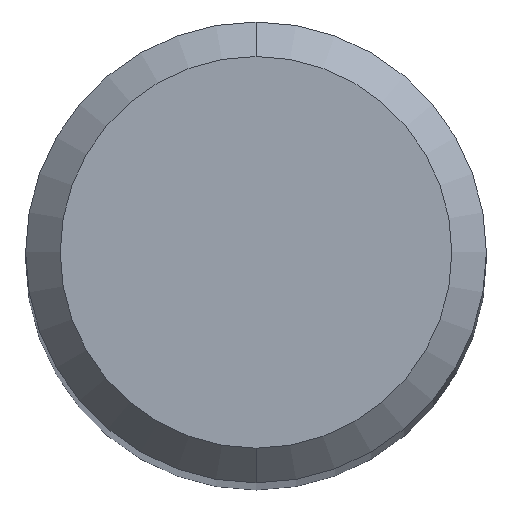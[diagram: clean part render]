
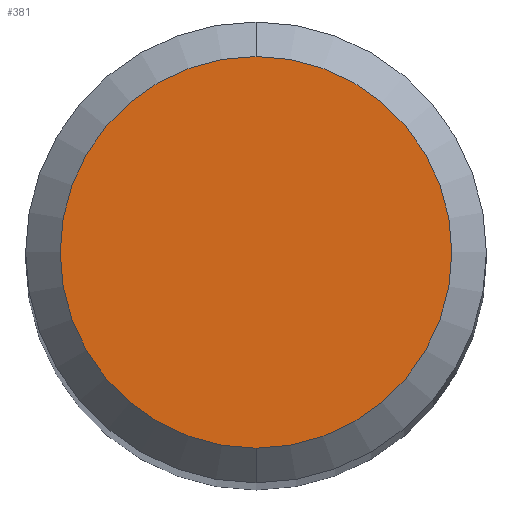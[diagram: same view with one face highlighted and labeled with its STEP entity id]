
A CAD part, top view. The second image highlights one B-rep face of the part: STEP entity #381.
In plain terms, the highlighted planar face has unit normal (0, 0, 1).
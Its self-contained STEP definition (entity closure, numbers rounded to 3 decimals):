
#215=VERTEX_POINT('',#524);
#251=EDGE_CURVE('',#215,#451,#565,.T.);
#303=EDGE_CURVE('',#451,#215,#622,.T.);
#381=ADVANCED_FACE('',(#707),#708,.T.);
#451=VERTEX_POINT('',#786);
#524=CARTESIAN_POINT('',(0.0,1.7,0.0));
#565=CIRCLE('',#994,1.7);
#622=CIRCLE('',#1108,1.7);
#707=FACE_OUTER_BOUND('',#1285,.T.);
#708=PLANE('',#1286);
#786=CARTESIAN_POINT('',(0.,-1.7,0.0));
#994=AXIS2_PLACEMENT_3D('',#1534,#1535,#1536);
#1108=AXIS2_PLACEMENT_3D('',#1600,#1601,#1602);
#1285=EDGE_LOOP('',(#1691,#1692));
#1286=AXIS2_PLACEMENT_3D('',#1693,#1694,#1695);
#1534=CARTESIAN_POINT('',(0.0,0.0,0.0));
#1535=DIRECTION('',(0.0,0.0,-1.0));
#1536=DIRECTION('',(0.0,1.0,0.0));
#1600=CARTESIAN_POINT('',(0.0,0.0,0.0));
#1601=DIRECTION('',(0.0,0.0,-1.0));
#1602=DIRECTION('',(0.0,1.0,0.0));
#1691=ORIENTED_EDGE('',*,*,#251,.F.);
#1692=ORIENTED_EDGE('',*,*,#303,.F.);
#1693=CARTESIAN_POINT('',(0.0,0.85,0.0));
#1694=DIRECTION('',(-0.0,0.0,1.0));
#1695=DIRECTION('',(0.0,-1.0,0.0));
